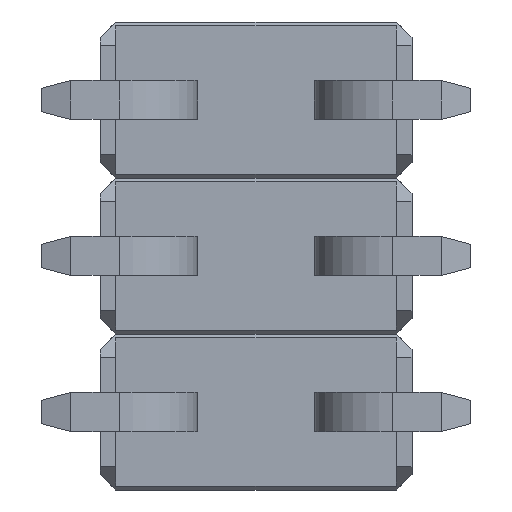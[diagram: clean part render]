
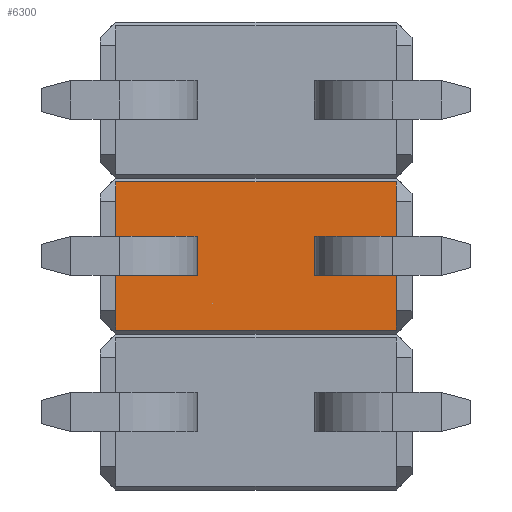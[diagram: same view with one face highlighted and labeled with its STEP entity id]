
A CAD part, front view. The second image highlights one B-rep face of the part: STEP entity #6300.
In plain terms, the highlighted planar face has unit normal (0, -1, 0).
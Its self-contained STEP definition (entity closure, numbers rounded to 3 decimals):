
#219 = VECTOR ( 'NONE', #6875, 1000. ) ;
#382 = EDGE_CURVE ( 'NONE', #1101, #7602, #2261, .T. ) ;
#603 = CARTESIAN_POINT ( 'NONE',  ( 0.75, -4.8, 1.75 ) ) ;
#668 = DIRECTION ( 'NONE',  ( -1., 0., 0. ) ) ;
#695 = DIRECTION ( 'NONE',  ( 1., 0., 0. ) ) ;
#770 = EDGE_CURVE ( 'NONE', #7153, #3468, #7731, .T. ) ;
#933 = CARTESIAN_POINT ( 'NONE',  ( 0., -4.8, 2.25 ) ) ;
#1031 = VERTEX_POINT ( 'NONE', #2782 ) ;
#1049 = VERTEX_POINT ( 'NONE', #5606 ) ;
#1069 = CARTESIAN_POINT ( 'NONE',  ( 1.8, -4.8, 1.05 ) ) ;
#1084 = CARTESIAN_POINT ( 'NONE',  ( 1.25, -4.8, 1.75 ) ) ;
#1101 = VERTEX_POINT ( 'NONE', #6158 ) ;
#1132 = VECTOR ( 'NONE', #3623, 1000. ) ;
#1176 = EDGE_CURVE ( 'NONE', #1101, #1031, #4921, .T. ) ;
#1275 = VERTEX_POINT ( 'NONE', #1802 ) ;
#1346 = CARTESIAN_POINT ( 'NONE',  ( -0.75, -4.8, 2.25 ) ) ;
#1356 = CARTESIAN_POINT ( 'NONE',  ( 0., -4.8, 2. ) ) ;
#1547 = FACE_BOUND ( 'NONE', #3442, .T. ) ;
#1605 = CARTESIAN_POINT ( 'NONE',  ( 1.25, -4.8, 1.75 ) ) ;
#1714 = LINE ( 'NONE', #5099, #2002 ) ;
#1734 = ORIENTED_EDGE ( 'NONE', *, *, #2412, .T. ) ;
#1802 = CARTESIAN_POINT ( 'NONE',  ( -1.25, -4.8, 2.25 ) ) ;
#1844 = ORIENTED_EDGE ( 'NONE', *, *, #8111, .F. ) ;
#2002 = VECTOR ( 'NONE', #2243, 1000. ) ;
#2154 = VECTOR ( 'NONE', #695, 1000. ) ;
#2243 = DIRECTION ( 'NONE',  ( 0., 0., 1. ) ) ;
#2261 = LINE ( 'NONE', #4222, #2365 ) ;
#2264 = CARTESIAN_POINT ( 'NONE',  ( 0.75, -4.8, 1.75 ) ) ;
#2365 = VECTOR ( 'NONE', #6962, 1000. ) ;
#2412 = EDGE_CURVE ( 'NONE', #5088, #1031, #4002, .T. ) ;
#2556 = ORIENTED_EDGE ( 'NONE', *, *, #770, .T. ) ;
#2744 = LINE ( 'NONE', #5384, #4586 ) ;
#2782 = CARTESIAN_POINT ( 'NONE',  ( -1.8, -4.8, 2.95 ) ) ;
#3287 = VECTOR ( 'NONE', #6842, 1000. ) ;
#3442 = EDGE_LOOP ( 'NONE', ( #2556, #3469, #7629, #5635 ) ) ;
#3468 = VERTEX_POINT ( 'NONE', #1084 ) ;
#3469 = ORIENTED_EDGE ( 'NONE', *, *, #4685, .T. ) ;
#3472 = CARTESIAN_POINT ( 'NONE',  ( 1.8, -4.8, 2.95 ) ) ;
#3576 = DIRECTION ( 'NONE',  ( 0., 0., 1. ) ) ;
#3596 = FACE_BOUND ( 'NONE', #6649, .T. ) ;
#3623 = DIRECTION ( 'NONE',  ( -1., 0., 0. ) ) ;
#3654 = VECTOR ( 'NONE', #7545, 1000. ) ;
#3710 = VECTOR ( 'NONE', #8800, 1000. ) ;
#3995 = VERTEX_POINT ( 'NONE', #8132 ) ;
#4002 = LINE ( 'NONE', #6728, #3710 ) ;
#4022 = EDGE_CURVE ( 'NONE', #8840, #1049, #6294, .T. ) ;
#4113 = CARTESIAN_POINT ( 'NONE',  ( 1.8, -4.8, 3. ) ) ;
#4176 = VERTEX_POINT ( 'NONE', #4861 ) ;
#4222 = CARTESIAN_POINT ( 'NONE',  ( 0., -4.8, 1.05 ) ) ;
#4334 = EDGE_LOOP ( 'NONE', ( #8565, #1734, #5236, #6279 ) ) ;
#4520 = VECTOR ( 'NONE', #3576, 1000. ) ;
#4586 = VECTOR ( 'NONE', #8864, 1000. ) ;
#4685 = EDGE_CURVE ( 'NONE', #3468, #8840, #5147, .T. ) ;
#4861 = CARTESIAN_POINT ( 'NONE',  ( -1.25, -4.8, 1.75 ) ) ;
#4875 = CARTESIAN_POINT ( 'NONE',  ( 1.25, -4.8, 2.25 ) ) ;
#4919 = LINE ( 'NONE', #4875, #2154 ) ;
#4921 = LINE ( 'NONE', #7641, #4520 ) ;
#5088 = VERTEX_POINT ( 'NONE', #3472 ) ;
#5099 = CARTESIAN_POINT ( 'NONE',  ( -0.75, -4.8, 2. ) ) ;
#5147 = LINE ( 'NONE', #8428, #8085 ) ;
#5210 = CARTESIAN_POINT ( 'NONE',  ( 0., -4.8, 1.75 ) ) ;
#5236 = ORIENTED_EDGE ( 'NONE', *, *, #1176, .F. ) ;
#5384 = CARTESIAN_POINT ( 'NONE',  ( -1.25, -4.8, 2. ) ) ;
#5496 = ORIENTED_EDGE ( 'NONE', *, *, #8294, .F. ) ;
#5606 = CARTESIAN_POINT ( 'NONE',  ( 0.75, -4.8, 2.25 ) ) ;
#5629 = DIRECTION ( 'NONE',  ( -1., 0., 0. ) ) ;
#5635 = ORIENTED_EDGE ( 'NONE', *, *, #7837, .T. ) ;
#5986 = ORIENTED_EDGE ( 'NONE', *, *, #7567, .F. ) ;
#6158 = CARTESIAN_POINT ( 'NONE',  ( -1.8, -4.8, 1.05 ) ) ;
#6279 = ORIENTED_EDGE ( 'NONE', *, *, #382, .T. ) ;
#6294 = LINE ( 'NONE', #2264, #219 ) ;
#6300 = ADVANCED_FACE ( 'NONE', ( #6818, #1547, #3596 ), #8859, .F. ) ;
#6388 = CARTESIAN_POINT ( 'NONE',  ( 1.25, -4.8, 2.25 ) ) ;
#6490 = LINE ( 'NONE', #933, #1132 ) ;
#6569 = AXIS2_PLACEMENT_3D ( 'NONE', #1356, #8308, #668 ) ;
#6624 = VERTEX_POINT ( 'NONE', #1346 ) ;
#6649 = EDGE_LOOP ( 'NONE', ( #7751, #5986, #1844, #5496 ) ) ;
#6675 = EDGE_CURVE ( 'NONE', #6624, #1275, #6490, .T. ) ;
#6728 = CARTESIAN_POINT ( 'NONE',  ( 0., -4.8, 2.95 ) ) ;
#6818 = FACE_OUTER_BOUND ( 'NONE', #4334, .T. ) ;
#6842 = DIRECTION ( 'NONE',  ( 0., 0., -1. ) ) ;
#6875 = DIRECTION ( 'NONE',  ( 0., 0., 1. ) ) ;
#6962 = DIRECTION ( 'NONE',  ( 1., 0., 0. ) ) ;
#7153 = VERTEX_POINT ( 'NONE', #6388 ) ;
#7443 = VECTOR ( 'NONE', #8536, 1000. ) ;
#7545 = DIRECTION ( 'NONE',  ( 0., 0., -1. ) ) ;
#7567 = EDGE_CURVE ( 'NONE', #3995, #6624, #1714, .T. ) ;
#7602 = VERTEX_POINT ( 'NONE', #1069 ) ;
#7629 = ORIENTED_EDGE ( 'NONE', *, *, #4022, .T. ) ;
#7641 = CARTESIAN_POINT ( 'NONE',  ( -1.8, -4.8, 3. ) ) ;
#7731 = LINE ( 'NONE', #1605, #3654 ) ;
#7751 = ORIENTED_EDGE ( 'NONE', *, *, #6675, .F. ) ;
#7817 = EDGE_CURVE ( 'NONE', #5088, #7602, #8835, .T. ) ;
#7837 = EDGE_CURVE ( 'NONE', #1049, #7153, #4919, .T. ) ;
#7990 = LINE ( 'NONE', #5210, #7443 ) ;
#8085 = VECTOR ( 'NONE', #5629, 1000. ) ;
#8111 = EDGE_CURVE ( 'NONE', #4176, #3995, #7990, .T. ) ;
#8132 = CARTESIAN_POINT ( 'NONE',  ( -0.75, -4.8, 1.75 ) ) ;
#8294 = EDGE_CURVE ( 'NONE', #1275, #4176, #2744, .T. ) ;
#8308 = DIRECTION ( 'NONE',  ( 0., 1., 0. ) ) ;
#8428 = CARTESIAN_POINT ( 'NONE',  ( 1.25, -4.8, 1.75 ) ) ;
#8536 = DIRECTION ( 'NONE',  ( 1., 0., 0. ) ) ;
#8565 = ORIENTED_EDGE ( 'NONE', *, *, #7817, .F. ) ;
#8800 = DIRECTION ( 'NONE',  ( -1., 0., 0. ) ) ;
#8835 = LINE ( 'NONE', #4113, #3287 ) ;
#8840 = VERTEX_POINT ( 'NONE', #603 ) ;
#8859 = PLANE ( 'NONE',  #6569 ) ;
#8864 = DIRECTION ( 'NONE',  ( 0., 0., -1. ) ) ;
